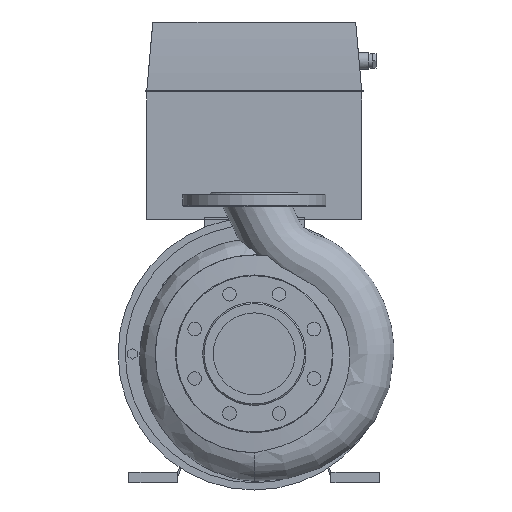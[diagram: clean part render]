
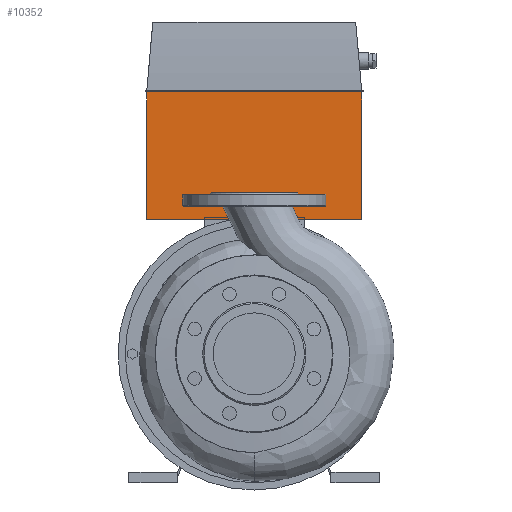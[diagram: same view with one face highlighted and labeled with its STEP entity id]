
A CAD part, left-side view. The second image highlights one B-rep face of the part: STEP entity #10352.
In plain terms, the highlighted planar face has unit normal (-1, 0, 0).
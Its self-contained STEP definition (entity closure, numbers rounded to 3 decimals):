
#942=LINE('',#22415,#1845);
#949=LINE('',#22433,#1852);
#952=LINE('',#22439,#1855);
#953=LINE('',#22440,#1856);
#1845=VECTOR('',#14206,10.);
#1852=VECTOR('',#14231,10.);
#1855=VECTOR('',#14236,10.);
#1856=VECTOR('',#14237,10.);
#2349=PLANE('',#11364);
#3096=FACE_OUTER_BOUND('',#3835,.T.);
#3835=EDGE_LOOP('',(#9551,#9552,#9553,#9554));
#5253=VERTEX_POINT('',#22411);
#5255=VERTEX_POINT('',#22414);
#5257=VERTEX_POINT('',#22432);
#5259=VERTEX_POINT('',#22438);
#6684=EDGE_CURVE('',#5255,#5253,#942,.T.);
#6693=EDGE_CURVE('',#5257,#5255,#949,.T.);
#6696=EDGE_CURVE('',#5253,#5259,#952,.T.);
#6697=EDGE_CURVE('',#5259,#5257,#953,.T.);
#9551=ORIENTED_EDGE('',*,*,#6684,.T.);
#9552=ORIENTED_EDGE('',*,*,#6696,.T.);
#9553=ORIENTED_EDGE('',*,*,#6697,.T.);
#9554=ORIENTED_EDGE('',*,*,#6693,.T.);
#10352=ADVANCED_FACE('',(#3096),#2349,.T.);
#11364=AXIS2_PLACEMENT_3D('',#22437,#14234,#14235);
#14206=DIRECTION('',(0.,1.,0.));
#14231=DIRECTION('',(0.,0.,1.));
#14234=DIRECTION('center_axis',(-1.,0.,0.));
#14235=DIRECTION('ref_axis',(0.,0.,1.));
#14236=DIRECTION('',(0.,0.,-1.));
#14237=DIRECTION('',(0.,-1.,0.));
#22411=CARTESIAN_POINT('',(325.7,150.,545.4));
#22414=CARTESIAN_POINT('',(325.7,-150.,545.4));
#22415=CARTESIAN_POINT('',(325.7,0.,545.4));
#22432=CARTESIAN_POINT('',(325.7,-150.,367.));
#22433=CARTESIAN_POINT('',(325.7,-150.,367.));
#22437=CARTESIAN_POINT('Origin',(325.7,0.,546.4));
#22438=CARTESIAN_POINT('',(325.7,150.,367.));
#22439=CARTESIAN_POINT('',(325.7,150.,367.));
#22440=CARTESIAN_POINT('',(325.7,0.,367.));
